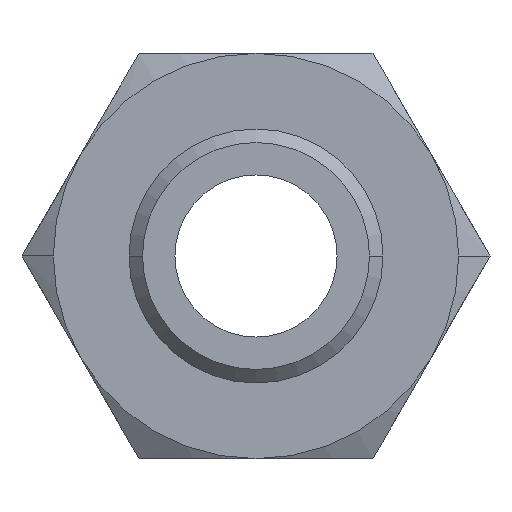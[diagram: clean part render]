
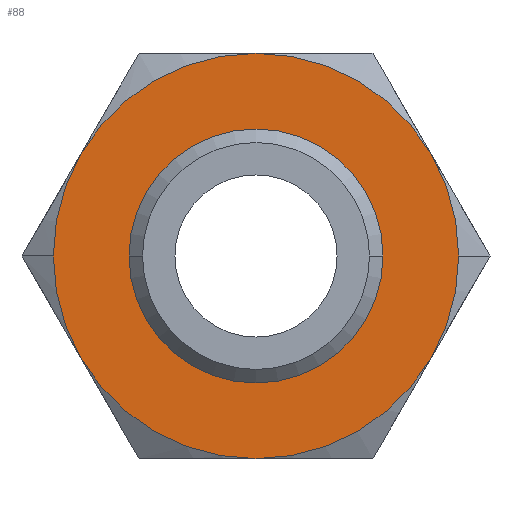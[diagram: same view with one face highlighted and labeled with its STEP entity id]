
A CAD part, front view. The second image highlights one B-rep face of the part: STEP entity #88.
In plain terms, the highlighted planar face has unit normal (0, -1, 0).
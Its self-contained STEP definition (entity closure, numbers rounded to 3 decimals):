
#88=ADVANCED_FACE('',(#194,#195),#196,.T.);
#194=FACE_OUTER_BOUND('',#319,.T.);
#195=FACE_BOUND('',#320,.T.);
#196=PLANE('',#321);
#319=EDGE_LOOP('',(#502,#503,#504,#505,#506,#507,#508,#509));
#320=EDGE_LOOP('',(#510,#511));
#321=AXIS2_PLACEMENT_3D('',#512,#513,#514);
#502=ORIENTED_EDGE('',*,*,#767,.T.);
#503=ORIENTED_EDGE('',*,*,#727,.T.);
#504=ORIENTED_EDGE('',*,*,#718,.T.);
#505=ORIENTED_EDGE('',*,*,#768,.T.);
#506=ORIENTED_EDGE('',*,*,#769,.T.);
#507=ORIENTED_EDGE('',*,*,#770,.T.);
#508=ORIENTED_EDGE('',*,*,#771,.T.);
#509=ORIENTED_EDGE('',*,*,#731,.T.);
#510=ORIENTED_EDGE('',*,*,#736,.F.);
#511=ORIENTED_EDGE('',*,*,#772,.F.);
#512=CARTESIAN_POINT('',(-3.75,10.5,0.0));
#513=DIRECTION('',(0.,-1.0,0.0));
#514=DIRECTION('',(-1.0,0.,0.0));
#718=EDGE_CURVE('',#838,#841,#843,.T.);
#727=EDGE_CURVE('',#855,#838,#858,.T.);
#731=EDGE_CURVE('',#860,#863,#865,.T.);
#736=EDGE_CURVE('',#872,#868,#874,.T.);
#767=EDGE_CURVE('',#863,#855,#919,.T.);
#768=EDGE_CURVE('',#841,#920,#921,.T.);
#769=EDGE_CURVE('',#920,#922,#923,.T.);
#770=EDGE_CURVE('',#922,#924,#925,.T.);
#771=EDGE_CURVE('',#924,#860,#926,.T.);
#772=EDGE_CURVE('',#868,#872,#927,.T.);
#838=VERTEX_POINT('',#1004);
#841=VERTEX_POINT('',#1018);
#843=CIRCLE('',#1031,7.5);
#855=VERTEX_POINT('',#1045);
#858=CIRCLE('',#1060,7.5);
#860=VERTEX_POINT('',#1062);
#863=VERTEX_POINT('',#1076);
#865=CIRCLE('',#1089,7.5);
#868=VERTEX_POINT('',#1092);
#872=VERTEX_POINT('',#1097);
#874=CIRCLE('',#1100,4.7);
#919=CIRCLE('',#1169,7.5);
#920=VERTEX_POINT('',#1170);
#921=CIRCLE('',#1171,7.5);
#922=VERTEX_POINT('',#1172);
#923=CIRCLE('',#1173,7.5);
#924=VERTEX_POINT('',#1174);
#925=CIRCLE('',#1175,7.5);
#926=CIRCLE('',#1176,7.5);
#927=CIRCLE('',#1177,4.7);
#1004=CARTESIAN_POINT('',(-6.495,10.5,-3.75));
#1018=CARTESIAN_POINT('',(0.,10.5,-7.5));
#1031=AXIS2_PLACEMENT_3D('',#1330,#1331,#1332);
#1045=CARTESIAN_POINT('',(-7.5,10.5,0.));
#1060=AXIS2_PLACEMENT_3D('',#1342,#1343,#1344);
#1062=CARTESIAN_POINT('',(0.,10.5,7.5));
#1076=CARTESIAN_POINT('',(-6.495,10.5,3.75));
#1089=AXIS2_PLACEMENT_3D('',#1345,#1346,#1347);
#1092=CARTESIAN_POINT('',(4.7,10.5,0.));
#1097=CARTESIAN_POINT('',(-4.7,10.5,0.));
#1100=AXIS2_PLACEMENT_3D('',#1353,#1354,#1355);
#1169=AXIS2_PLACEMENT_3D('',#1393,#1394,#1395);
#1170=CARTESIAN_POINT('',(6.495,10.5,-3.75));
#1171=AXIS2_PLACEMENT_3D('',#1396,#1397,#1398);
#1172=CARTESIAN_POINT('',(7.5,10.5,0.));
#1173=AXIS2_PLACEMENT_3D('',#1399,#1400,#1401);
#1174=CARTESIAN_POINT('',(6.495,10.5,3.75));
#1175=AXIS2_PLACEMENT_3D('',#1402,#1403,#1404);
#1176=AXIS2_PLACEMENT_3D('',#1405,#1406,#1407);
#1177=AXIS2_PLACEMENT_3D('',#1408,#1409,#1410);
#1330=CARTESIAN_POINT('',(0.,10.5,0.0));
#1331=DIRECTION('',(0.,-1.0,0.0));
#1332=DIRECTION('',(-1.0,0.,0.0));
#1342=CARTESIAN_POINT('',(0.,10.5,0.0));
#1343=DIRECTION('',(0.,-1.0,0.0));
#1344=DIRECTION('',(-1.0,0.,0.0));
#1345=CARTESIAN_POINT('',(0.,10.5,0.0));
#1346=DIRECTION('',(0.,-1.0,0.0));
#1347=DIRECTION('',(-1.0,0.,0.0));
#1353=CARTESIAN_POINT('',(0.0,10.5,0.0));
#1354=DIRECTION('',(0.,-1.0,0.0));
#1355=DIRECTION('',(1.0,0.,0.0));
#1393=CARTESIAN_POINT('',(0.,10.5,0.0));
#1394=DIRECTION('',(0.,-1.0,0.0));
#1395=DIRECTION('',(-1.0,0.,0.0));
#1396=CARTESIAN_POINT('',(0.,10.5,0.0));
#1397=DIRECTION('',(0.,-1.0,0.0));
#1398=DIRECTION('',(-1.0,0.,0.0));
#1399=CARTESIAN_POINT('',(0.,10.5,0.0));
#1400=DIRECTION('',(0.,-1.0,0.0));
#1401=DIRECTION('',(-1.0,0.,0.0));
#1402=CARTESIAN_POINT('',(0.,10.5,0.0));
#1403=DIRECTION('',(0.,-1.0,0.0));
#1404=DIRECTION('',(-1.0,0.,0.0));
#1405=CARTESIAN_POINT('',(0.,10.5,0.0));
#1406=DIRECTION('',(0.,-1.0,0.0));
#1407=DIRECTION('',(-1.0,0.,0.0));
#1408=CARTESIAN_POINT('',(0.0,10.5,0.0));
#1409=DIRECTION('',(0.,-1.0,0.0));
#1410=DIRECTION('',(1.0,0.,0.0));
